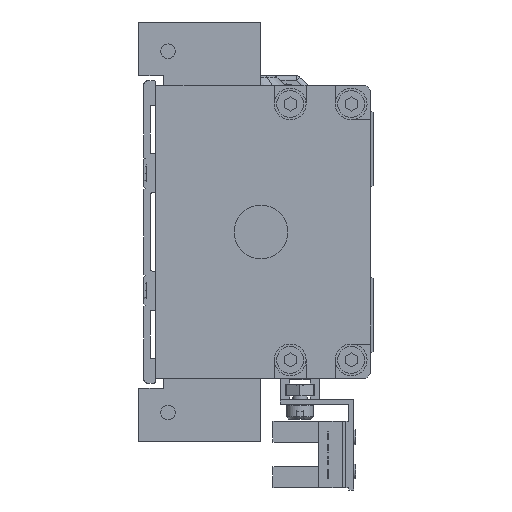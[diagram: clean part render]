
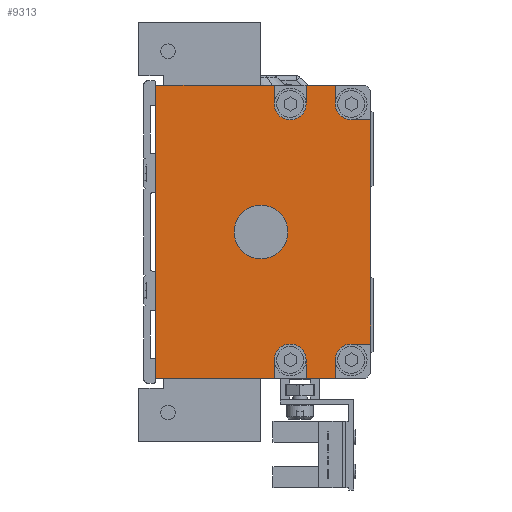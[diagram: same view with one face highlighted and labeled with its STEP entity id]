
A CAD part, left-side view. The second image highlights one B-rep face of the part: STEP entity #9313.
In plain terms, the highlighted planar face has unit normal (-1, 0, 0).
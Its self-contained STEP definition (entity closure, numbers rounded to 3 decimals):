
#987=DIRECTION('',(0.,-1.,0.));
#988=VECTOR('',#987,24.25);
#989=CARTESIAN_POINT('',(-161.,44.5,-30.));
#990=LINE('',#989,#988);
#995=DIRECTION('',(0.,-1.,0.));
#996=VECTOR('',#995,6.);
#997=CARTESIAN_POINT('',(-161.,13.75,-30.));
#998=LINE('',#997,#996);
#1043=DIRECTION('',(0.,0.,1.));
#1044=VECTOR('',#1043,45.9);
#1045=CARTESIAN_POINT('',(-161.,0.5,-22.95));
#1046=LINE('',#1045,#1044);
#1137=DIRECTION('',(0.,0.,1.));
#1138=VECTOR('',#1137,60.);
#1139=CARTESIAN_POINT('',(-161.,44.5,-30.));
#1140=LINE('',#1139,#1138);
#1141=DIRECTION('',(0.,0.,-1.));
#1142=VECTOR('',#1141,3.8);
#1143=CARTESIAN_POINT('',(-161.,20.25,30.));
#1144=LINE('',#1143,#1142);
#1145=CARTESIAN_POINT('',(-161.,17.,26.2));
#1146=DIRECTION('',(-1.,0.,0.));
#1147=DIRECTION('',(0.,1.,0.));
#1148=AXIS2_PLACEMENT_3D('',#1145,#1146,#1147);
#1150=CARTESIAN_POINT('',(-161.,17.,26.2));
#1151=DIRECTION('',(-1.,0.,0.));
#1152=DIRECTION('',(0.,0.,-1.));
#1153=AXIS2_PLACEMENT_3D('',#1150,#1151,#1152);
#1155=DIRECTION('',(0.,0.,1.));
#1156=VECTOR('',#1155,3.8);
#1157=CARTESIAN_POINT('',(-161.,13.75,26.2));
#1158=LINE('',#1157,#1156);
#1159=DIRECTION('',(0.,0.,-1.));
#1160=VECTOR('',#1159,3.8);
#1161=CARTESIAN_POINT('',(-161.,7.75,30.));
#1162=LINE('',#1161,#1160);
#1163=CARTESIAN_POINT('',(-161.,4.5,26.2));
#1164=DIRECTION('',(-1.,0.,0.));
#1165=DIRECTION('',(0.,1.,0.));
#1166=AXIS2_PLACEMENT_3D('',#1163,#1164,#1165);
#1168=DIRECTION('',(0.,1.,0.));
#1169=VECTOR('',#1168,4.);
#1170=CARTESIAN_POINT('',(-161.,0.5,-22.95));
#1171=LINE('',#1170,#1169);
#1172=CARTESIAN_POINT('',(-161.,4.5,-26.2));
#1173=DIRECTION('',(-1.,0.,0.));
#1174=DIRECTION('',(0.,0.,1.));
#1175=AXIS2_PLACEMENT_3D('',#1172,#1173,#1174);
#1177=DIRECTION('',(0.,0.,-1.));
#1178=VECTOR('',#1177,3.8);
#1179=CARTESIAN_POINT('',(-161.,7.75,-26.2));
#1180=LINE('',#1179,#1178);
#1181=DIRECTION('',(0.,0.,1.));
#1182=VECTOR('',#1181,3.8);
#1183=CARTESIAN_POINT('',(-161.,13.75,-30.));
#1184=LINE('',#1183,#1182);
#1185=CARTESIAN_POINT('',(-161.,17.,-26.2));
#1186=DIRECTION('',(-1.,0.,0.));
#1187=DIRECTION('',(0.,-1.,0.));
#1188=AXIS2_PLACEMENT_3D('',#1185,#1186,#1187);
#1190=CARTESIAN_POINT('',(-161.,17.,-26.2));
#1191=DIRECTION('',(-1.,0.,0.));
#1192=DIRECTION('',(0.,0.,1.));
#1193=AXIS2_PLACEMENT_3D('',#1190,#1191,#1192);
#1195=DIRECTION('',(0.,0.,-1.));
#1196=VECTOR('',#1195,3.8);
#1197=CARTESIAN_POINT('',(-161.,20.25,-26.2));
#1198=LINE('',#1197,#1196);
#1199=CARTESIAN_POINT('',(-161.,23.,0.));
#1200=DIRECTION('',(-1.,0.,0.));
#1201=DIRECTION('',(0.,0.,-1.));
#1202=AXIS2_PLACEMENT_3D('',#1199,#1200,#1201);
#1204=CARTESIAN_POINT('',(-161.,23.,0.));
#1205=DIRECTION('',(-1.,0.,0.));
#1206=DIRECTION('',(0.,0.,1.));
#1207=AXIS2_PLACEMENT_3D('',#1204,#1205,#1206);
#3159=DIRECTION('',(0.,1.,0.));
#3160=VECTOR('',#3159,6.);
#3161=CARTESIAN_POINT('',(-161.,7.75,30.));
#3162=LINE('',#3161,#3160);
#3171=DIRECTION('',(0.,1.,0.));
#3172=VECTOR('',#3171,24.25);
#3173=CARTESIAN_POINT('',(-161.,20.25,30.));
#3174=LINE('',#3173,#3172);
#4038=DIRECTION('',(0.,1.,0.));
#4039=VECTOR('',#4038,4.);
#4040=CARTESIAN_POINT('',(-161.,0.5,22.95));
#4041=LINE('',#4040,#4039);
#6198=CARTESIAN_POINT('',(-161.,0.5,-22.95));
#6199=VERTEX_POINT('',#6198);
#6200=CARTESIAN_POINT('',(-161.,0.5,22.95));
#6201=VERTEX_POINT('',#6200);
#6250=CARTESIAN_POINT('',(-161.,44.5,-30.));
#6251=VERTEX_POINT('',#6250);
#6252=CARTESIAN_POINT('',(-161.,20.25,-30.));
#6253=VERTEX_POINT('',#6252);
#6258=CARTESIAN_POINT('',(-161.,13.75,-30.));
#6259=VERTEX_POINT('',#6258);
#6260=CARTESIAN_POINT('',(-161.,7.75,-30.));
#6261=VERTEX_POINT('',#6260);
#6548=CARTESIAN_POINT('',(-161.,7.75,30.));
#6549=VERTEX_POINT('',#6548);
#6550=CARTESIAN_POINT('',(-161.,13.75,30.));
#6551=VERTEX_POINT('',#6550);
#6556=CARTESIAN_POINT('',(-161.,20.25,30.));
#6557=VERTEX_POINT('',#6556);
#6558=CARTESIAN_POINT('',(-161.,44.5,30.));
#6559=VERTEX_POINT('',#6558);
#6568=CARTESIAN_POINT('',(-161.,7.75,26.2));
#6569=VERTEX_POINT('',#6568);
#6576=CARTESIAN_POINT('',(-161.,4.5,22.95));
#6577=VERTEX_POINT('',#6576);
#6578=CARTESIAN_POINT('',(-161.,20.25,26.2));
#6579=VERTEX_POINT('',#6578);
#6580=CARTESIAN_POINT('',(-161.,17.,22.95));
#6581=CARTESIAN_POINT('',(-161.,13.75,26.2));
#6582=VERTEX_POINT('',#6580);
#6583=VERTEX_POINT('',#6581);
#6584=CARTESIAN_POINT('',(-161.,4.5,-22.95));
#6585=VERTEX_POINT('',#6584);
#6586=CARTESIAN_POINT('',(-161.,7.75,-26.2));
#6587=VERTEX_POINT('',#6586);
#6588=CARTESIAN_POINT('',(-161.,13.75,-26.2));
#6589=VERTEX_POINT('',#6588);
#6590=CARTESIAN_POINT('',(-161.,17.,-22.95));
#6591=CARTESIAN_POINT('',(-161.,20.25,-26.2));
#6592=VERTEX_POINT('',#6590);
#6593=VERTEX_POINT('',#6591);
#6594=CARTESIAN_POINT('',(-161.,23.,-5.5));
#6595=CARTESIAN_POINT('',(-161.,23.,5.5));
#6596=VERTEX_POINT('',#6594);
#6597=VERTEX_POINT('',#6595);
#9265=CARTESIAN_POINT('',(-161.,44.5,-30.));
#9266=DIRECTION('',(-1.,0.,0.));
#9267=DIRECTION('',(0.,0.,1.));
#9268=AXIS2_PLACEMENT_3D('',#9265,#9266,#9267);
#9269=PLANE('',#9268);
#9271=ORIENTED_EDGE('',*,*,#9270,.T.);
#9273=ORIENTED_EDGE('',*,*,#9272,.F.);
#9275=ORIENTED_EDGE('',*,*,#9274,.T.);
#9277=ORIENTED_EDGE('',*,*,#9276,.T.);
#9279=ORIENTED_EDGE('',*,*,#9278,.T.);
#9281=ORIENTED_EDGE('',*,*,#9280,.T.);
#9283=ORIENTED_EDGE('',*,*,#9282,.F.);
#9285=ORIENTED_EDGE('',*,*,#9284,.T.);
#9287=ORIENTED_EDGE('',*,*,#9286,.T.);
#9289=ORIENTED_EDGE('',*,*,#9288,.F.);
#9290=ORIENTED_EDGE('',*,*,#9143,.F.);
#9291=ORIENTED_EDGE('',*,*,#9259,.T.);
#9292=ORIENTED_EDGE('',*,*,#9246,.T.);
#9294=ORIENTED_EDGE('',*,*,#9293,.T.);
#9295=ORIENTED_EDGE('',*,*,#9071,.F.);
#9297=ORIENTED_EDGE('',*,*,#9296,.T.);
#9299=ORIENTED_EDGE('',*,*,#9298,.T.);
#9301=ORIENTED_EDGE('',*,*,#9300,.T.);
#9303=ORIENTED_EDGE('',*,*,#9302,.T.);
#9304=ORIENTED_EDGE('',*,*,#9063,.F.);
#9305=EDGE_LOOP('',(#9271,#9273,#9275,#9277,#9279,#9281,#9283,#9285,#9287,#9289,
#9290,#9291,#9292,#9294,#9295,#9297,#9299,#9301,#9303,#9304));
#9306=FACE_OUTER_BOUND('',#9305,.F.);
#9308=ORIENTED_EDGE('',*,*,#9307,.T.);
#9310=ORIENTED_EDGE('',*,*,#9309,.T.);
#9311=EDGE_LOOP('',(#9308,#9310));
#9312=FACE_BOUND('',#9311,.F.);
#1149=CIRCLE('',#1148,3.25);
#1154=CIRCLE('',#1153,3.25);
#1167=CIRCLE('',#1166,3.25);
#1176=CIRCLE('',#1175,3.25);
#1189=CIRCLE('',#1188,3.25);
#1194=CIRCLE('',#1193,3.25);
#1203=CIRCLE('',#1202,5.5);
#1208=CIRCLE('',#1207,5.5);
#9063=EDGE_CURVE('',#6251,#6253,#990,.T.);
#9071=EDGE_CURVE('',#6259,#6261,#998,.T.);
#9143=EDGE_CURVE('',#6199,#6201,#1046,.T.);
#9246=EDGE_CURVE('',#6585,#6587,#1176,.T.);
#9259=EDGE_CURVE('',#6199,#6585,#1171,.T.);
#9270=EDGE_CURVE('',#6251,#6559,#1140,.T.);
#9272=EDGE_CURVE('',#6557,#6559,#3174,.T.);
#9274=EDGE_CURVE('',#6557,#6579,#1144,.T.);
#9276=EDGE_CURVE('',#6579,#6582,#1149,.T.);
#9278=EDGE_CURVE('',#6582,#6583,#1154,.T.);
#9280=EDGE_CURVE('',#6583,#6551,#1158,.T.);
#9282=EDGE_CURVE('',#6549,#6551,#3162,.T.);
#9284=EDGE_CURVE('',#6549,#6569,#1162,.T.);
#9286=EDGE_CURVE('',#6569,#6577,#1167,.T.);
#9288=EDGE_CURVE('',#6201,#6577,#4041,.T.);
#9293=EDGE_CURVE('',#6587,#6261,#1180,.T.);
#9296=EDGE_CURVE('',#6259,#6589,#1184,.T.);
#9298=EDGE_CURVE('',#6589,#6592,#1189,.T.);
#9300=EDGE_CURVE('',#6592,#6593,#1194,.T.);
#9302=EDGE_CURVE('',#6593,#6253,#1198,.T.);
#9307=EDGE_CURVE('',#6596,#6597,#1203,.T.);
#9309=EDGE_CURVE('',#6597,#6596,#1208,.T.);
#9313=ADVANCED_FACE('',(#9306,#9312),#9269,.T.);
